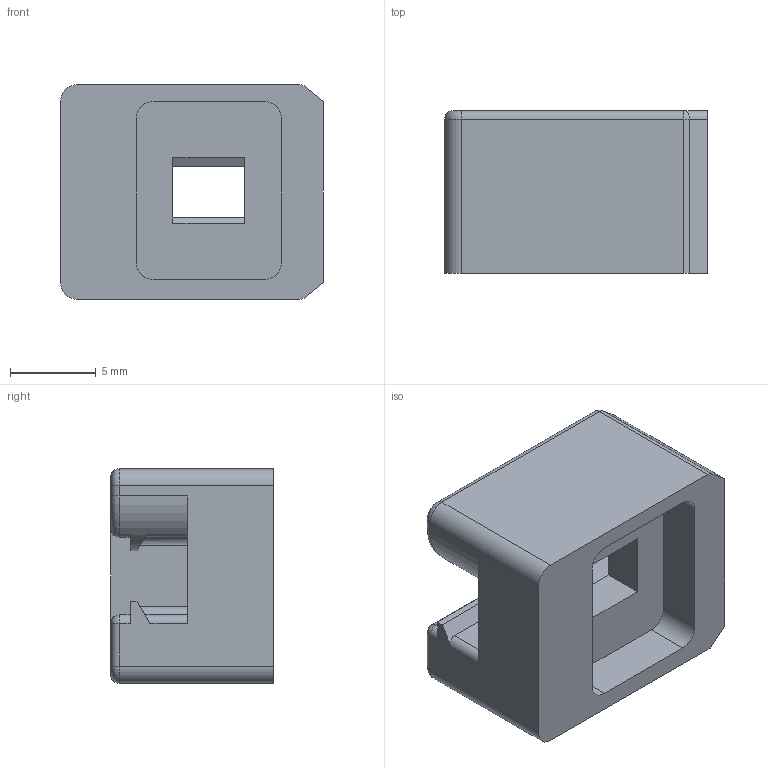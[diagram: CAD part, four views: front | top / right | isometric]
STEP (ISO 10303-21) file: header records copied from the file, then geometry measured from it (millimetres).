
FILE_DESCRIPTION (( 'STEP AP203' ), '1' );
FILE_NAME ('Sequin Carrier.STEP', '2024-02-20T06:36:35', ( '' ), ( '' ), 'SwSTEP 2.0', 'SolidWorks 2022', '' );
FILE_SCHEMA (( 'CONFIG_CONTROL_DESIGN' ));
Length unit declared in the file: millimetre
Products named in the file (1): Sequin Carrier
Bounding box: 15.36 x 9.5 x 12.54 mm (x, y, z)
Volume: 1272 mm3; surface area: 1128.7 mm2
Topology: 1 solids, 1 shells, 59 faces, 154 edges, 95 vertices
Faces by surface type: plane 29, cylinder 23, sphere 4, torus 3
Entity records: 1855 total; most frequent: CARTESIAN_POINT 327, DIRECTION 309, ORIENTED_EDGE 302, EDGE_CURVE 151, AXIS2_PLACEMENT_3D 105, VECTOR 99, LINE 99, VERTEX_POINT 95
